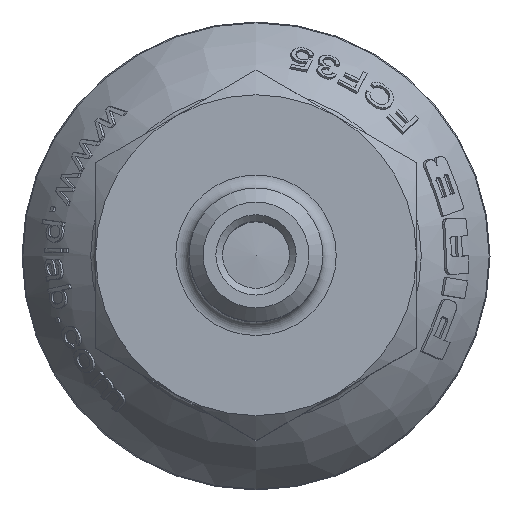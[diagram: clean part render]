
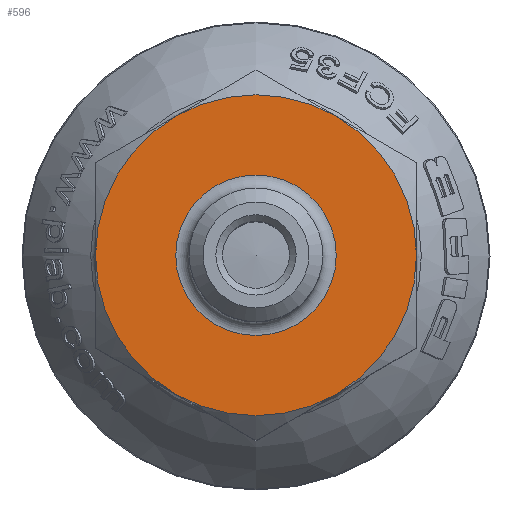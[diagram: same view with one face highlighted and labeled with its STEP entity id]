
A CAD part, top view. The second image highlights one B-rep face of the part: STEP entity #596.
In plain terms, the highlighted planar face has unit normal (0, 0, 1).
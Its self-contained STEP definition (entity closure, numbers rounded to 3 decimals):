
#596 = ADVANCED_FACE( '', ( #1426, #1427 ), #1428, .F. );
#1426 = FACE_OUTER_BOUND( '', #2736, .T. );
#1427 = FACE_BOUND( '', #2737, .T. );
#1428 = PLANE( '', #2738 );
#2736 = EDGE_LOOP( '', ( #4947, #4948, #4949, #4950, #4951, #4952 ) );
#2737 = EDGE_LOOP( '', ( #4953 ) );
#2738 = AXIS2_PLACEMENT_3D( '', #4954, #4955, #4956 );
#4947 = ORIENTED_EDGE( '', *, *, #7923, .T. );
#4948 = ORIENTED_EDGE( '', *, *, #7924, .T. );
#4949 = ORIENTED_EDGE( '', *, *, #7925, .T. );
#4950 = ORIENTED_EDGE( '', *, *, #7926, .T. );
#4951 = ORIENTED_EDGE( '', *, *, #7927, .T. );
#4952 = ORIENTED_EDGE( '', *, *, #7928, .T. );
#4953 = ORIENTED_EDGE( '', *, *, #7929, .T. );
#4954 = CARTESIAN_POINT( '', ( 14., 0., 14. ) );
#4955 = DIRECTION( '', ( 0., 0., -1. ) );
#4956 = DIRECTION( '', ( -1., 0., 0. ) );
#7923 = EDGE_CURVE( '', #9383, #9384, #9385, .F. );
#7924 = EDGE_CURVE( '', #9384, #9386, #9387, .F. );
#7925 = EDGE_CURVE( '', #9386, #9388, #9389, .F. );
#7926 = EDGE_CURVE( '', #9388, #9390, #9391, .F. );
#7927 = EDGE_CURVE( '', #9390, #9080, #9392, .F. );
#7928 = EDGE_CURVE( '', #9080, #9383, #9393, .F. );
#7929 = EDGE_CURVE( '', #9394, #9394, #9395, .T. );
#9080 = VERTEX_POINT( '', #11467 );
#9383 = VERTEX_POINT( '', #12179 );
#9384 = VERTEX_POINT( '', #12180 );
#9385 = CIRCLE( '', #12181, 12. );
#9386 = VERTEX_POINT( '', #12182 );
#9387 = CIRCLE( '', #12183, 12. );
#9388 = VERTEX_POINT( '', #12184 );
#9389 = CIRCLE( '', #12185, 12. );
#9390 = VERTEX_POINT( '', #12186 );
#9391 = CIRCLE( '', #12187, 12. );
#9392 = CIRCLE( '', #12188, 12. );
#9393 = CIRCLE( '', #12189, 12. );
#9394 = VERTEX_POINT( '', #12190 );
#9395 = CIRCLE( '', #12191, 6. );
#11467 = CARTESIAN_POINT( '', ( -6., 10.392, 14. ) );
#12179 = CARTESIAN_POINT( '', ( -12., 0., 14. ) );
#12180 = CARTESIAN_POINT( '', ( -6., -10.392, 14. ) );
#12181 = AXIS2_PLACEMENT_3D( '', #15557, #15558, #15559 );
#12182 = CARTESIAN_POINT( '', ( 6., -10.392, 14. ) );
#12183 = AXIS2_PLACEMENT_3D( '', #15560, #15561, #15562 );
#12184 = CARTESIAN_POINT( '', ( 12., 0., 14. ) );
#12185 = AXIS2_PLACEMENT_3D( '', #15563, #15564, #15565 );
#12186 = CARTESIAN_POINT( '', ( 6., 10.392, 14. ) );
#12187 = AXIS2_PLACEMENT_3D( '', #15566, #15567, #15568 );
#12188 = AXIS2_PLACEMENT_3D( '', #15569, #15570, #15571 );
#12189 = AXIS2_PLACEMENT_3D( '', #15572, #15573, #15574 );
#12190 = CARTESIAN_POINT( '', ( -6., 0., 14. ) );
#12191 = AXIS2_PLACEMENT_3D( '', #15575, #15576, #15577 );
#15557 = CARTESIAN_POINT( '', ( 0., 0., 14. ) );
#15558 = DIRECTION( '', ( 0., 0., -1. ) );
#15559 = DIRECTION( '', ( -1., 0., 0. ) );
#15560 = CARTESIAN_POINT( '', ( 0., 0., 14. ) );
#15561 = DIRECTION( '', ( 0., 0., -1. ) );
#15562 = DIRECTION( '', ( -1., 0., 0. ) );
#15563 = CARTESIAN_POINT( '', ( 0., 0., 14. ) );
#15564 = DIRECTION( '', ( 0., 0., -1. ) );
#15565 = DIRECTION( '', ( -1., 0., 0. ) );
#15566 = CARTESIAN_POINT( '', ( 0., 0., 14. ) );
#15567 = DIRECTION( '', ( 0., 0., -1. ) );
#15568 = DIRECTION( '', ( -1., 0., 0. ) );
#15569 = CARTESIAN_POINT( '', ( 0., 0., 14. ) );
#15570 = DIRECTION( '', ( 0., 0., -1. ) );
#15571 = DIRECTION( '', ( -1., 0., 0. ) );
#15572 = CARTESIAN_POINT( '', ( 0., 0., 14. ) );
#15573 = DIRECTION( '', ( 0., 0., -1. ) );
#15574 = DIRECTION( '', ( -1., 0., 0. ) );
#15575 = CARTESIAN_POINT( '', ( 0., 0., 14. ) );
#15576 = DIRECTION( '', ( 0., 0., -1. ) );
#15577 = DIRECTION( '', ( -1., 0., 0. ) );
